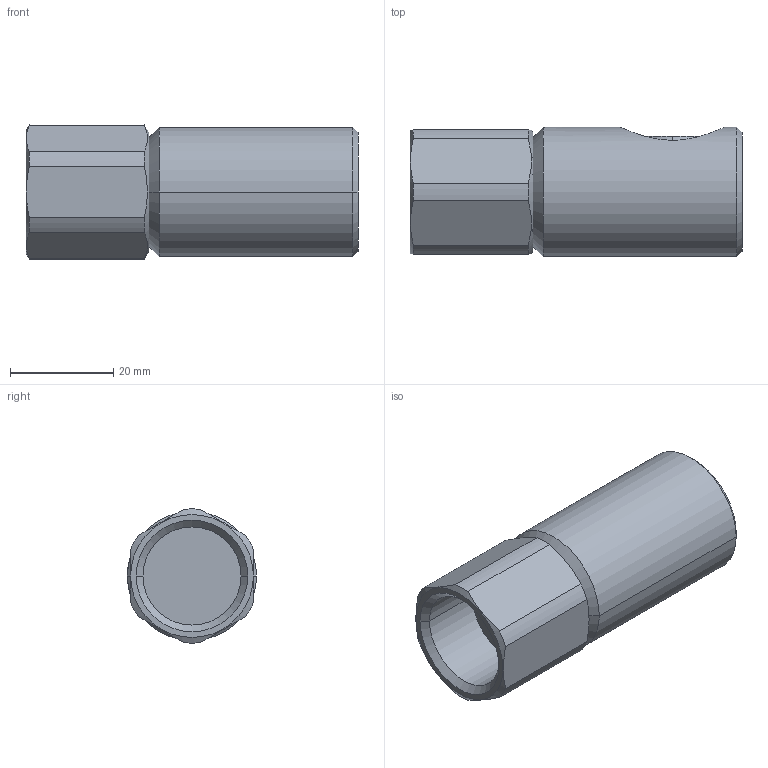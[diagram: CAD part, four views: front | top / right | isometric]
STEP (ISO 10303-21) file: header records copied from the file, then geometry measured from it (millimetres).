
FILE_DESCRIPTION (( 'STEP AP203' ), '1' );
FILE_NAME ('07410204.STEP', '2011-07-27T06:54:39', ( 'SP' ), ( 'sopra-pneumatic' ), 'SwSTEP 2.0', 'SolidWorks 2011', '' );
FILE_SCHEMA (( 'CONFIG_CONTROL_DESIGN' ));
Length unit declared in the file: millimetre
Products named in the file (1): 07410204
Bounding box: 64.3 x 25 x 25.98 mm (x, y, z)
Volume: 26710.7 mm3; surface area: 7155.7 mm2
Topology: 1 solids, 1 shells, 62 faces, 156 edges, 101 vertices
Faces by surface type: plane 25, cylinder 19, cone 16, sphere 2
Entity records: 2117 total; most frequent: CARTESIAN_POINT 558, ORIENTED_EDGE 312, DIRECTION 308, EDGE_CURVE 156, AXIS2_PLACEMENT_3D 121, VERTEX_POINT 101, EDGE_LOOP 67, LINE 66
